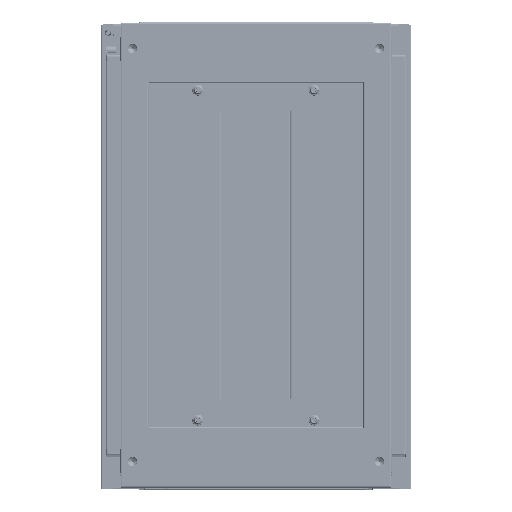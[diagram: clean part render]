
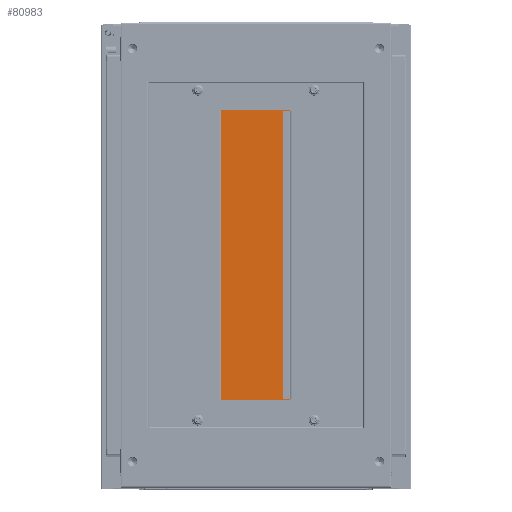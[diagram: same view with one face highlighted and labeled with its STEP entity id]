
A CAD part, top view. The second image highlights one B-rep face of the part: STEP entity #80983.
In plain terms, the highlighted face is planar.
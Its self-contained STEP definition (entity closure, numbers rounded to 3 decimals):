
#8932 = ORIENTED_EDGE ( 'NONE', *, *, #163747, .F. ) ;
#8935 = ORIENTED_EDGE ( 'NONE', *, *, #163750, .T. ) ;
#8938 = ORIENTED_EDGE ( 'NONE', *, *, #163753, .T. ) ;
#8941 = ORIENTED_EDGE ( 'NONE', *, *, #163756, .T. ) ;
#8943 = ORIENTED_EDGE ( 'NONE', *, *, #163759, .T. ) ;
#8946 = ORIENTED_EDGE ( 'NONE', *, *, #163762, .T. ) ;
#8948 = ORIENTED_EDGE ( 'NONE', *, *, #163765, .T. ) ;
#8951 = ORIENTED_EDGE ( 'NONE', *, *, #163768, .F. ) ;
#14885 = CARTESIAN_POINT ( 'NONE',  ( -185., -49., 1.5 ) ) ;
#14888 = CARTESIAN_POINT ( 'NONE',  ( -200., -49., 1.5 ) ) ;
#14892 = CARTESIAN_POINT ( 'NONE',  ( -200., 49., 1.5 ) ) ;
#14895 = CARTESIAN_POINT ( 'NONE',  ( 200., 49., 1.5 ) ) ;
#14898 = CARTESIAN_POINT ( 'NONE',  ( 200., -49., 1.5 ) ) ;
#14902 = CARTESIAN_POINT ( 'NONE',  ( 185., -49., 1.5 ) ) ;
#14919 = CARTESIAN_POINT ( 'NONE',  ( 185., -47.99, 1.5 ) ) ;
#14935 = CARTESIAN_POINT ( 'NONE',  ( -185., -47.99, 1.5 ) ) ;
#47019 = CARTESIAN_POINT ( 'NONE',  ( 185., -47.99, 1.5 ) ) ;
#47025 = LINE ( 'NONE', #47019, #115425 ) ;
#47039 = DIRECTION ( 'NONE',  ( -1., 0., 0. ) ) ;
#47042 = LINE ( 'NONE', #47044, #115434 ) ;
#47044 = CARTESIAN_POINT ( 'NONE',  ( 185., -48., 1.5 ) ) ;
#47062 = DIRECTION ( 'NONE',  ( 0., -1., 0. ) ) ;
#47066 = LINE ( 'NONE', #47076, #115438 ) ;
#47076 = CARTESIAN_POINT ( 'NONE',  ( -200., -49., 1.5 ) ) ;
#47080 = DIRECTION ( 'NONE',  ( 1., 0., 0. ) ) ;
#47083 = LINE ( 'NONE', #47085, #115451 ) ;
#47085 = CARTESIAN_POINT ( 'NONE',  ( 200., 49., 1.5 ) ) ;
#47103 = DIRECTION ( 'NONE',  ( 0., 1., 0. ) ) ;
#47108 = LINE ( 'NONE', #47120, #115443 ) ;
#47120 = CARTESIAN_POINT ( 'NONE',  ( -200., 49., 1.5 ) ) ;
#47123 = DIRECTION ( 'NONE',  ( -1., 0., 0. ) ) ;
#47139 = LINE ( 'NONE', #47141, #115467 ) ;
#47141 = CARTESIAN_POINT ( 'NONE',  ( -200., 49., 1.5 ) ) ;
#47143 = DIRECTION ( 'NONE',  ( 0., -1., 0. ) ) ;
#47149 = LINE ( 'NONE', #47160, #115460 ) ;
#47160 = CARTESIAN_POINT ( 'NONE',  ( -200., -49., 1.5 ) ) ;
#47163 = DIRECTION ( 'NONE',  ( 1., 0., 0. ) ) ;
#47168 = LINE ( 'NONE', #47179, #115475 ) ;
#47179 = CARTESIAN_POINT ( 'NONE',  ( -185., -48., 1.5 ) ) ;
#47184 = DIRECTION ( 'NONE',  ( 0., -1., 0. ) ) ;
#80983 = ADVANCED_FACE ( 'NONE', ( #146938 ), #146941, .T. ) ;
#115425 = VECTOR ( 'NONE', #47039, 1000. ) ;
#115434 = VECTOR ( 'NONE', #47062, 1000. ) ;
#115438 = VECTOR ( 'NONE', #47080, 1000. ) ;
#115443 = VECTOR ( 'NONE', #47123, 1000. ) ;
#115451 = VECTOR ( 'NONE', #47103, 1000. ) ;
#115460 = VECTOR ( 'NONE', #47163, 1000. ) ;
#115467 = VECTOR ( 'NONE', #47143, 1000. ) ;
#115475 = VECTOR ( 'NONE', #47184, 1000. ) ;
#134664 = VERTEX_POINT ( 'NONE', #14885 ) ;
#134668 = VERTEX_POINT ( 'NONE', #14888 ) ;
#134672 = VERTEX_POINT ( 'NONE', #14892 ) ;
#134676 = VERTEX_POINT ( 'NONE', #14895 ) ;
#134679 = VERTEX_POINT ( 'NONE', #14898 ) ;
#134682 = VERTEX_POINT ( 'NONE', #14902 ) ;
#134701 = VERTEX_POINT ( 'NONE', #14919 ) ;
#134718 = VERTEX_POINT ( 'NONE', #14935 ) ;
#146913 = CARTESIAN_POINT ( 'NONE',  ( -200., -49., 1.5 ) ) ;
#146938 = FACE_OUTER_BOUND ( 'NONE', #170636, .T. ) ;
#146941 = PLANE ( 'NONE',  #157887 ) ;
#146950 = DIRECTION ( 'NONE',  ( 0., 0., 1. ) ) ;
#146953 = DIRECTION ( 'NONE',  ( 1., 0., 0. ) ) ;
#157887 = AXIS2_PLACEMENT_3D ( 'NONE', #146913, #146950, #146953 ) ;
#163747 = EDGE_CURVE ( 'NONE', #134701, #134718, #47025, .T. ) ;
#163750 = EDGE_CURVE ( 'NONE', #134701, #134682, #47042, .T. ) ;
#163753 = EDGE_CURVE ( 'NONE', #134682, #134679, #47066, .T. ) ;
#163756 = EDGE_CURVE ( 'NONE', #134679, #134676, #47083, .T. ) ;
#163759 = EDGE_CURVE ( 'NONE', #134676, #134672, #47108, .T. ) ;
#163762 = EDGE_CURVE ( 'NONE', #134672, #134668, #47139, .T. ) ;
#163765 = EDGE_CURVE ( 'NONE', #134668, #134664, #47149, .T. ) ;
#163768 = EDGE_CURVE ( 'NONE', #134718, #134664, #47168, .T. ) ;
#170636 = EDGE_LOOP ( 'NONE', ( #8932, #8935, #8938, #8941, #8943, #8946, #8948, #8951 ) ) ;
